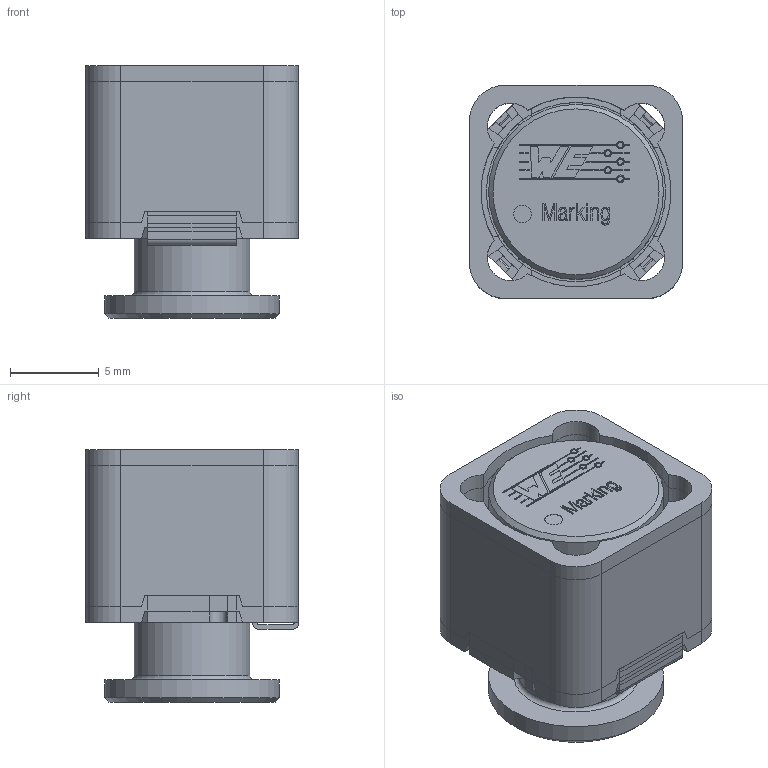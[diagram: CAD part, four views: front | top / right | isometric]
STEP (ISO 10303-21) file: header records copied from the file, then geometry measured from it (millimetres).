
FILE_DESCRIPTION( ( 'Unknown' ), '1' );
FILE_NAME( '7687709xxx.stp', 'Unknown', ( 'WJelisarow' ), ( 'Würth Elektronik eiSos' ), 'PSStep 14.0', 'Unknown', ' ' );
FILE_SCHEMA( ( 'AUTOMOTIVE_DESIGN { 1 0 10303 214 1 1 1 1 }' ) );
Length unit declared in the file: millimetre
Products named in the file (5): Assem1; Base; SolderPad; Core; Ferrite Shield
Bounding box: 12 x 12 x 14.2 mm (x, y, z)
Volume: 1657.4 mm3; surface area: 3297.8 mm2
Topology: 9 solids, 9 shells, 806 faces, 2212 edges, 1446 vertices
Faces by surface type: plane 650, cylinder 94, extrusion 54, torus 4, cone 4
Full cylindrical faces by diameter (mm): 1 x2, 6.5 x2, 9.85 x4, 10.1 x2
Entity records: 15871 total; most frequent: CARTESIAN_POINT 3234, ORIENTED_EDGE 2094, DIRECTION 1712, EDGE_CURVE 1047, VECTOR 704, VERTEX_POINT 694, LINE 677, AXIS2_PLACEMENT_3D 504
